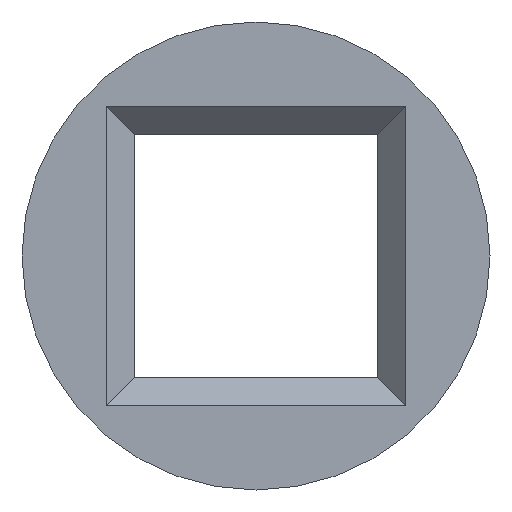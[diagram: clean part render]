
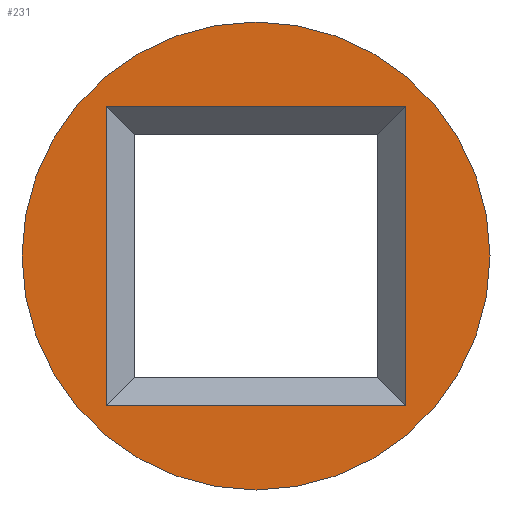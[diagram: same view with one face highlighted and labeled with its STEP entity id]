
A CAD part, front view. The second image highlights one B-rep face of the part: STEP entity #231.
In plain terms, the highlighted planar face has unit normal (0, -1, 0).
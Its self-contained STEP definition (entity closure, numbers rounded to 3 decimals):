
#1 = ORIENTED_EDGE ( 'NONE', *, *, #296, .T. ) ;
#2 = DIRECTION ( 'NONE',  ( 0., 0., 1. ) ) ;
#11 = CARTESIAN_POINT ( 'NONE',  ( -3.2, 0., -3.2 ) ) ;
#18 = CIRCLE ( 'NONE', #149, 5. ) ;
#21 = VERTEX_POINT ( 'NONE', #70 ) ;
#23 = EDGE_CURVE ( 'NONE', #96, #195, #323, .T. ) ;
#35 = AXIS2_PLACEMENT_3D ( 'NONE', #221, #227, #367 ) ;
#56 = DIRECTION ( 'NONE',  ( 0., 0., -1. ) ) ;
#63 = AXIS2_PLACEMENT_3D ( 'NONE', #203, #73, #381 ) ;
#66 = CARTESIAN_POINT ( 'NONE',  ( 3.2, 0., 3.2 ) ) ;
#68 = EDGE_LOOP ( 'NONE', ( #225, #404 ) ) ;
#69 = CARTESIAN_POINT ( 'NONE',  ( 3.2, 0., -3.2 ) ) ;
#70 = CARTESIAN_POINT ( 'NONE',  ( -3.2, 0., 3.2 ) ) ;
#73 = DIRECTION ( 'NONE',  ( 0., 1., 0. ) ) ;
#96 = VERTEX_POINT ( 'NONE', #246 ) ;
#103 = DIRECTION ( 'NONE',  ( 1., 0., 0. ) ) ;
#123 = VERTEX_POINT ( 'NONE', #11 ) ;
#125 = ORIENTED_EDGE ( 'NONE', *, *, #380, .T. ) ;
#143 = CARTESIAN_POINT ( 'NONE',  ( 0., 0., 0. ) ) ;
#149 = AXIS2_PLACEMENT_3D ( 'NONE', #143, #274, #2 ) ;
#150 = VECTOR ( 'NONE', #103, 1000. ) ;
#151 = CARTESIAN_POINT ( 'NONE',  ( 0., 0., -5. ) ) ;
#157 = LINE ( 'NONE', #290, #223 ) ;
#173 = ORIENTED_EDGE ( 'NONE', *, *, #388, .T. ) ;
#195 = VERTEX_POINT ( 'NONE', #151 ) ;
#199 = LINE ( 'NONE', #307, #150 ) ;
#201 = EDGE_LOOP ( 'NONE', ( #125, #329, #173, #1 ) ) ;
#203 = CARTESIAN_POINT ( 'NONE',  ( 0., 0., 0. ) ) ;
#221 = CARTESIAN_POINT ( 'NONE',  ( 0., 0., 0. ) ) ;
#223 = VECTOR ( 'NONE', #357, 1000. ) ;
#225 = ORIENTED_EDGE ( 'NONE', *, *, #345, .F. ) ;
#227 = DIRECTION ( 'NONE',  ( 0., 1., 0. ) ) ;
#228 = EDGE_CURVE ( 'NONE', #123, #21, #157, .T. ) ;
#231 = ADVANCED_FACE ( 'NONE', ( #261, #396 ), #364, .F. ) ;
#246 = CARTESIAN_POINT ( 'NONE',  ( 0., 0., 5. ) ) ;
#254 = LINE ( 'NONE', #361, #419 ) ;
#261 = FACE_BOUND ( 'NONE', #201, .T. ) ;
#274 = DIRECTION ( 'NONE',  ( 0., 1., 0. ) ) ;
#277 = VECTOR ( 'NONE', #407, 1000. ) ;
#290 = CARTESIAN_POINT ( 'NONE',  ( -3.2, 0., 2.6 ) ) ;
#296 = EDGE_CURVE ( 'NONE', #375, #428, #254, .T. ) ;
#307 = CARTESIAN_POINT ( 'NONE',  ( 2.6, 0., 3.2 ) ) ;
#309 = LINE ( 'NONE', #311, #277 ) ;
#311 = CARTESIAN_POINT ( 'NONE',  ( -2.6, 0., -3.2 ) ) ;
#323 = CIRCLE ( 'NONE', #63, 5. ) ;
#329 = ORIENTED_EDGE ( 'NONE', *, *, #228, .T. ) ;
#345 = EDGE_CURVE ( 'NONE', #195, #96, #18, .T. ) ;
#357 = DIRECTION ( 'NONE',  ( 0., 0., 1. ) ) ;
#361 = CARTESIAN_POINT ( 'NONE',  ( 3.2, 0., -2.6 ) ) ;
#364 = PLANE ( 'NONE',  #35 ) ;
#367 = DIRECTION ( 'NONE',  ( 0., 0., 1. ) ) ;
#375 = VERTEX_POINT ( 'NONE', #66 ) ;
#380 = EDGE_CURVE ( 'NONE', #428, #123, #309, .T. ) ;
#381 = DIRECTION ( 'NONE',  ( 0., 0., 1. ) ) ;
#388 = EDGE_CURVE ( 'NONE', #21, #375, #199, .T. ) ;
#396 = FACE_OUTER_BOUND ( 'NONE', #68, .T. ) ;
#404 = ORIENTED_EDGE ( 'NONE', *, *, #23, .F. ) ;
#407 = DIRECTION ( 'NONE',  ( -1., 0., 0. ) ) ;
#419 = VECTOR ( 'NONE', #56, 1000. ) ;
#428 = VERTEX_POINT ( 'NONE', #69 ) ;
